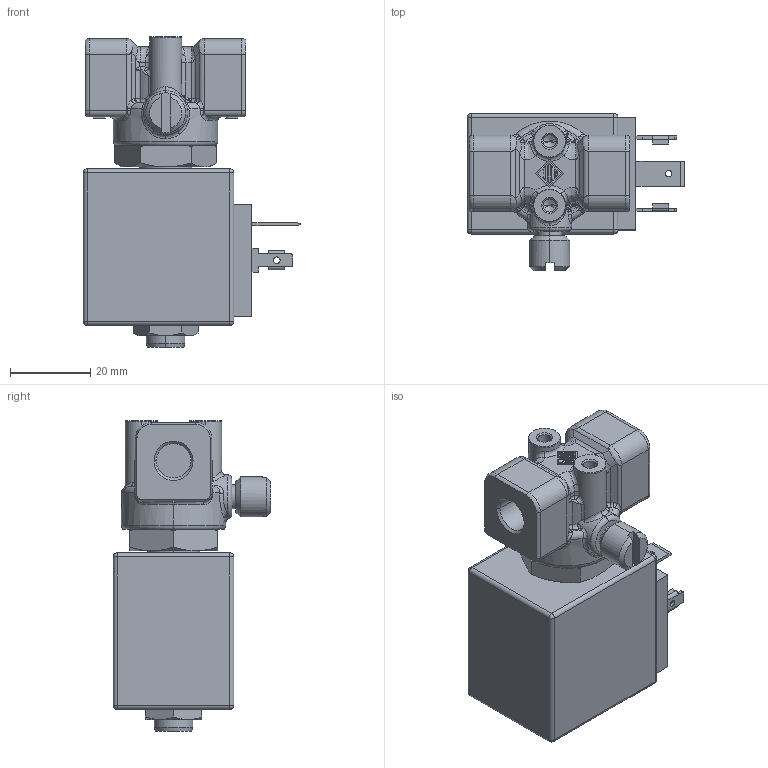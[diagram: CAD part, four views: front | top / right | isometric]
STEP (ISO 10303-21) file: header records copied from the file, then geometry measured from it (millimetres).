
FILE_DESCRIPTION((''),'2;1');
FILE_NAME('21A3KV20-M_ASM','2016-12-21T',('iacovoneb'),('O.D.E.'),'CREO PARAMETRIC BY PTC INC, 2016130','CREO PARAMETRIC BY PTC INC, 2016130','');
FILE_SCHEMA(('CONFIG_CONTROL_DESIGN'));
Length unit declared in the file: millimetre
Products named in the file (1): 21A3KV20-M_ASM
Bounding box: 54.15 x 39.2 x 77.4 mm (x, y, z)
Volume: 67384.9 mm3; surface area: 17881.4 mm2
Topology: 1 solids, 3 shells, 531 faces, 1241 edges, 739 vertices
Faces by surface type: plane 215, cylinder 131, bspline 79, cone 54, torus 26, sphere 26
Entity records: 21845 total; most frequent: CARTESIAN_POINT 7286, ORIENTED_EDGE 2466, DIRECTION 2235, EDGE_CURVE 1233, AXIS2_PLACEMENT_3D 808, VERTEX_POINT 739, VECTOR 619, LINE 619
